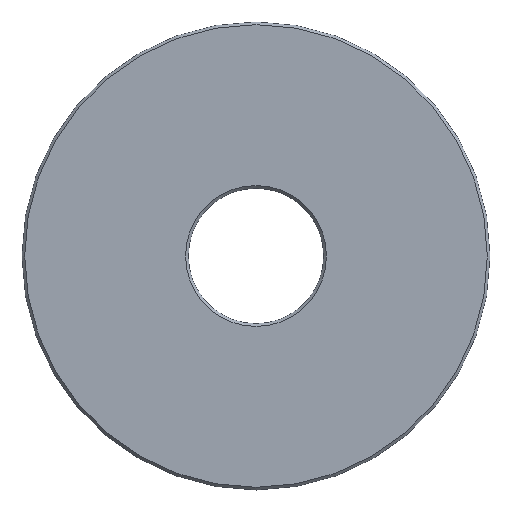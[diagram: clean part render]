
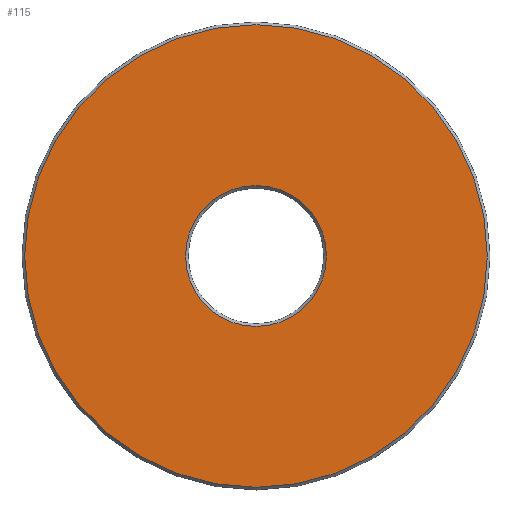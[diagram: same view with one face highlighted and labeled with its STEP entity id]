
A CAD part, top view. The second image highlights one B-rep face of the part: STEP entity #115.
In plain terms, the highlighted planar face has unit normal (0, 0, 1).
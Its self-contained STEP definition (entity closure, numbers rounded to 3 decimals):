
#15=FACE_BOUND('',#32,.T.);
#17=PLANE('',#140);
#23=FACE_OUTER_BOUND('',#31,.T.);
#31=EDGE_LOOP('',(#89));
#32=EDGE_LOOP('',(#90));
#51=CIRCLE('',#136,5.25);
#54=CIRCLE('',#141,17.25);
#59=VERTEX_POINT('',#193);
#62=VERTEX_POINT('',#203);
#67=EDGE_CURVE('',#59,#59,#51,.T.);
#72=EDGE_CURVE('',#62,#62,#54,.T.);
#89=ORIENTED_EDGE('',*,*,#72,.F.);
#90=ORIENTED_EDGE('',*,*,#67,.F.);
#115=ADVANCED_FACE('',(#23,#15),#17,.T.);
#136=AXIS2_PLACEMENT_3D('',#194,#155,#156);
#140=AXIS2_PLACEMENT_3D('',#202,#165,#166);
#141=AXIS2_PLACEMENT_3D('',#204,#167,#168);
#155=DIRECTION('center_axis',(0.,0.,1.));
#156=DIRECTION('ref_axis',(1.,0.,0.));
#165=DIRECTION('center_axis',(0.,0.,1.));
#166=DIRECTION('ref_axis',(1.,0.,0.));
#167=DIRECTION('center_axis',(0.,0.,-1.));
#168=DIRECTION('ref_axis',(1.,0.,0.));
#193=CARTESIAN_POINT('',(-5.25,0.,0.6));
#194=CARTESIAN_POINT('Origin',(0.,0.,0.6));
#202=CARTESIAN_POINT('Origin',(0.,0.,0.6));
#203=CARTESIAN_POINT('',(-17.25,0.,0.6));
#204=CARTESIAN_POINT('Origin',(0.,0.,0.6));
